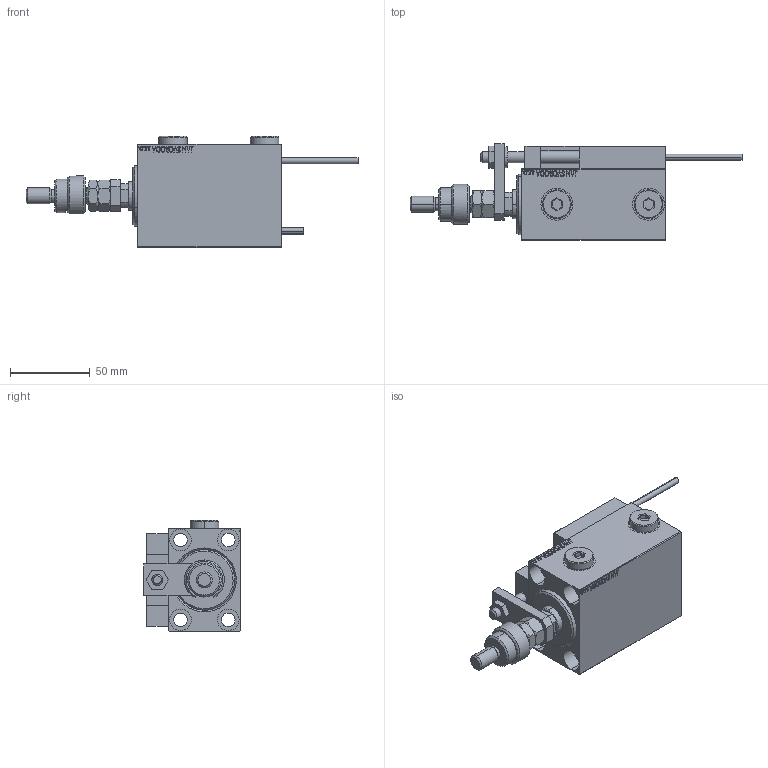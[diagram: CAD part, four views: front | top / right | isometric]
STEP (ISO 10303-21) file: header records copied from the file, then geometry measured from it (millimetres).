
FILE_DESCRIPTION (( 'STEP AP203' ), '1' );
FILE_NAME ('6cfc.STEP', '2024-02-13T06:11:52', ( '' ), ( '' ), 'SwSTEP 2.0', 'SolidWorks 2019', '' );
FILE_SCHEMA (( 'CONFIG_CONTROL_DESIGN' ));
Length unit declared in the file: millimetre
Products named in the file (19): Block e0595391b44bab6c9a856e7359ade0cc; MFA e0595391b44bab6c9a856e7359ade0cc; TYC_L79 e0595391b44bab6c9a856e7359ade0cc; ZARAZKA e0595391b44bab6c9a856e7359ade0cc; V450CM_VC_B e0595391b44bab6c9a856e7359ade0cc; SWITCH X e0595391b44bab6c9a856e7359ade0cc; KONCOVKA e0595391b44bab6c9a856e7359ade0cc; NUT_D12 e0595391b44bab6c9a856e7359ade0cc; V450CM_C_VCP e0595391b44bab6c9a856e7359ade0cc; ALLEN BOLT D8 e0595391b44bab6c9a856e7359ade0cc; Zatka_OIL_PORT e0595391b44bab6c9a856e7359ade0cc; SWITCH_X_FRONT_BACK e0595391b44bab6c9a856e7359ade0cc; FEMALE_PART_FOR_DFA e0595391b44bab6c9a856e7359ade0cc; V450CM_C_Body e0595391b44bab6c9a856e7359ade0cc; X_Y_DFA e0595391b44bab6c9a856e7359ade0cc; SWITCH DIM B,W e0595391b44bab6c9a856e7359ade0cc; MAGNET e0595391b44bab6c9a856e7359ade0cc; 6cfc; ALLEN BOLT D5 e0595391b44bab6c9a856e7359ade0cc
Assembly tree (29 placements, depth 3):
  6cfc
    V450CM_C_Body e0595391b44bab6c9a856e7359ade0cc
    SWITCH X e0595391b44bab6c9a856e7359ade0cc
      SWITCH_X_FRONT_BACK e0595391b44bab6c9a856e7359ade0cc  x2
      TYC_L79 e0595391b44bab6c9a856e7359ade0cc
      Block e0595391b44bab6c9a856e7359ade0cc  x2
      ALLEN BOLT D5 e0595391b44bab6c9a856e7359ade0cc  x4
      ALLEN BOLT D8 e0595391b44bab6c9a856e7359ade0cc  x4
      MAGNET e0595391b44bab6c9a856e7359ade0cc  x2
      KONCOVKA e0595391b44bab6c9a856e7359ade0cc  x2
    NUT_D12 e0595391b44bab6c9a856e7359ade0cc
    SWITCH DIM B,W e0595391b44bab6c9a856e7359ade0cc
    ZARAZKA e0595391b44bab6c9a856e7359ade0cc
    V450CM_C_VCP e0595391b44bab6c9a856e7359ade0cc
    V450CM_VC_B e0595391b44bab6c9a856e7359ade0cc
    X_Y_DFA e0595391b44bab6c9a856e7359ade0cc
      FEMALE_PART_FOR_DFA e0595391b44bab6c9a856e7359ade0cc
      MFA e0595391b44bab6c9a856e7359ade0cc
    Zatka_OIL_PORT e0595391b44bab6c9a856e7359ade0cc  x2
Bounding box: 208 x 60.5 x 69.9 mm (x, y, z)
Volume: 283657.6 mm3; surface area: 87237.4 mm2
Topology: 27 solids, 27 shells, 1421 faces, 3370 edges, 2139 vertices
Faces by surface type: plane 622, bspline 380, cylinder 217, cone 150, torus 48, sphere 4
Entity records: 54309 total; most frequent: CARTESIAN_POINT 27004, ORIENTED_EDGE 5680, DIRECTION 4010, EDGE_CURVE 2840, VERTEX_POINT 1839, VECTOR 1592, LINE 1592, EDGE_LOOP 1323
